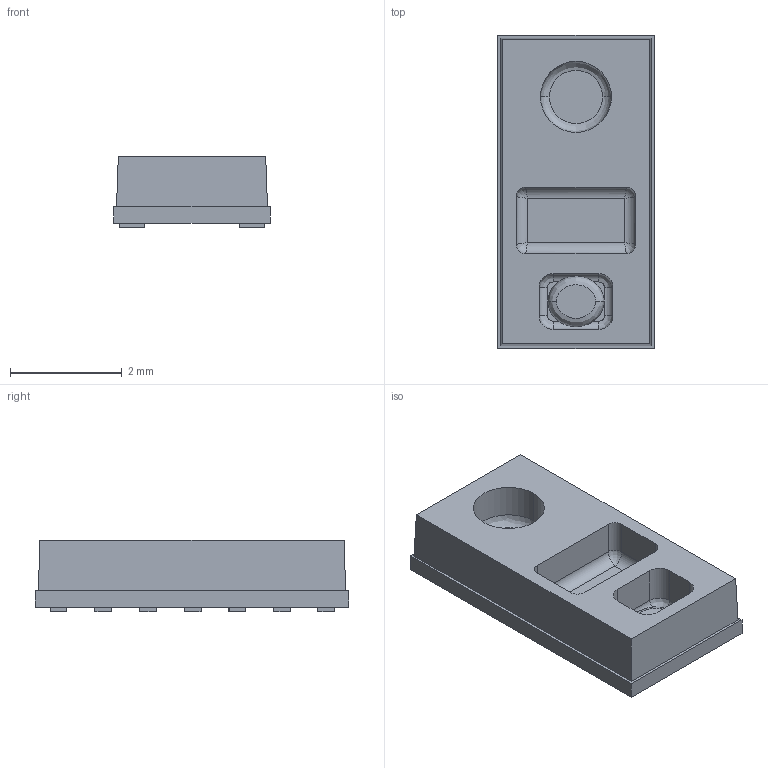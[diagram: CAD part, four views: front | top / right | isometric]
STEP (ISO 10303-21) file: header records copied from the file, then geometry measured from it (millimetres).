
FILE_DESCRIPTION (( 'STEP AP214' ), '1' );
FILE_NAME ('User Library-MAX30100.STEP', '2018-12-09T12:28:58', ( '' ), ( '' ), 'SwSTEP 2.0', 'SolidWorks 2018', '' );
FILE_SCHEMA (( 'AUTOMOTIVE_DESIGN' ));
Length unit declared in the file: millimetre
Products named in the file (19): User Library-MAX30100_Part_1791; User Library-MAX30100_Part_1819; User Library-MAX30100_Part_1651; User Library-MAX30100_Part_1763; User Library-MAX30100_Part_1567; User Library-MAX30100_Part_7852; User Library-MAX30100_Part_1539; User Library-MAX30100_Part_7851; User Library-MAX30100_Part_1679; User Library-MAX30100_Part_7850; User Library-MAX30100; User Library-MAX30100_Part_1735; User Library-MAX30100_Part_7849; User Library-MAX30100_Part_7848; User Library-MAX30100_Part_1595; User Library-MAX30100_Part_1511; User Library-MAX30100_Part_1623; User Library-MAX30100_Part_1707; User Library-MAX30100_Part_1483
Assembly tree (18 placements, depth 2):
  User Library-MAX30100
    User Library-MAX30100_Part_7848
    User Library-MAX30100_Part_1483
    User Library-MAX30100_Part_1511
    User Library-MAX30100_Part_1539
    User Library-MAX30100_Part_1567
    User Library-MAX30100_Part_1595
    User Library-MAX30100_Part_1623
    User Library-MAX30100_Part_1651
    User Library-MAX30100_Part_1679
    User Library-MAX30100_Part_1707
    User Library-MAX30100_Part_1735
    User Library-MAX30100_Part_1763
    User Library-MAX30100_Part_1791
    User Library-MAX30100_Part_1819
    User Library-MAX30100_Part_7849
    User Library-MAX30100_Part_7850
    User Library-MAX30100_Part_7851
    User Library-MAX30100_Part_7852
Bounding box: 2.8 x 5.6 x 1.28 mm (x, y, z)
Volume: 14.2 mm3; surface area: 99.6 mm2
Topology: 18 solids, 18 shells, 159 faces, 334 edges, 212 vertices
Faces by surface type: plane 113, cylinder 24, bspline 22
Entity records: 8295 total; most frequent: CARTESIAN_POINT 2496, ORIENTED_EDGE 660, DIRECTION 648, EDGE_CURVE 330, LINE 240, VECTOR 240, UNCERTAINTY_MEASURE_WITH_UNIT 214, VERTEX_POINT 212
